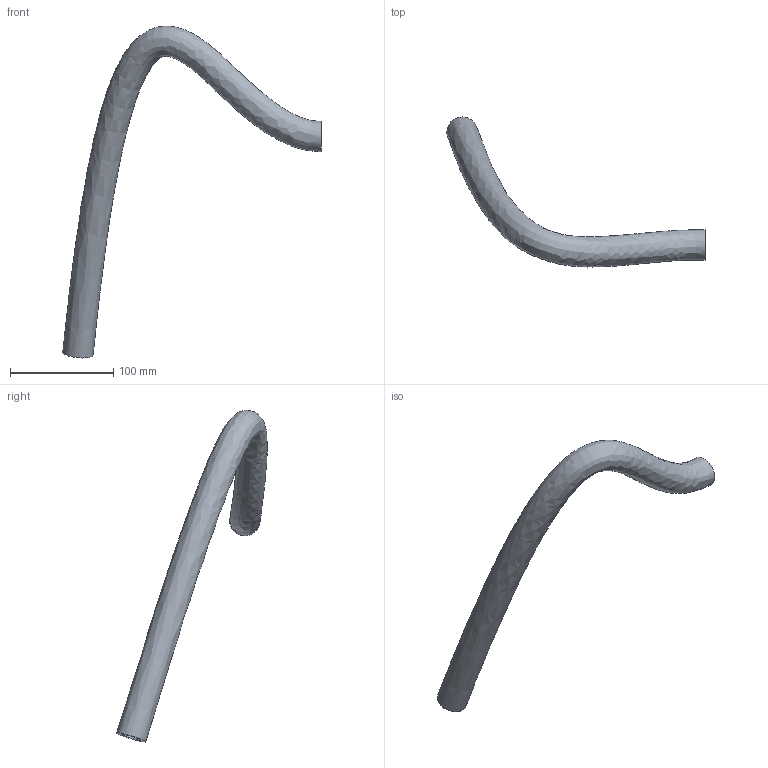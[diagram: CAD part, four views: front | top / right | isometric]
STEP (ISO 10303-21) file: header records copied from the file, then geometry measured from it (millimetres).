
FILE_DESCRIPTION(/* description */ ('Hose'),/* implementation_level */ '2;1');
FILE_NAME(/* name */ 'Parker Hydraulic Hose - No Skive 3_4 - 5_ipt_5ac3388e.STEP',/* time_stamp */ '2018-02-13T23:11:22-05:00',/* author */ ('trk49'),/* organization */ ('Parker Hannifin'),/* preprocessor_version */ 'ST-DEVELOPER v16.13',/* originating_system */ 'Autodesk Inventor 2018',/* authorisation */ '');
FILE_SCHEMA (('AUTOMOTIVE_DESIGN { 1 0 10303 214 3 1 1 }'));
Length unit declared in the file: inch
Products named in the file (1): pifhose.1515698540493
Bounding box: 249.7 x 145.63 x 320.99 mm (x, y, z)
Volume: 208231 mm3; surface area: 80778.2 mm2
Topology: 1 solids, 1 shells, 6 faces, 10 edges, 6 vertices
Faces by surface type: cylinder 2, bspline 2, plane 2
Full cylindrical faces by diameter (mm): 19.05 x1, 29.464 x1
Entity records: 983 total; most frequent: CARTESIAN_POINT 835, DIRECTION 22, ORIENTED_EDGE 16, AXIS2_PLACEMENT_3D 11, EDGE_LOOP 10, EDGE_CURVE 8, FACE_OUTER_BOUND 6, CIRCLE 6
